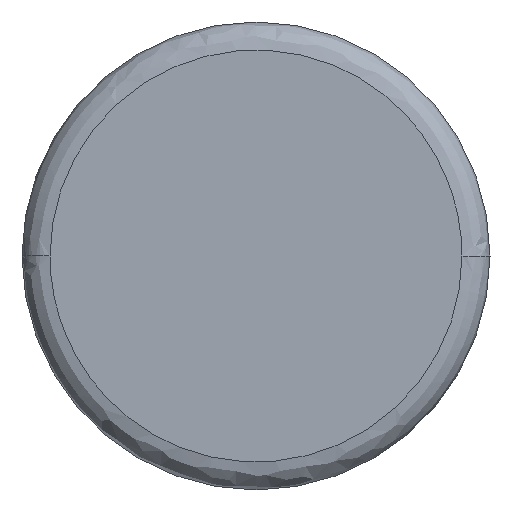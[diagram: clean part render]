
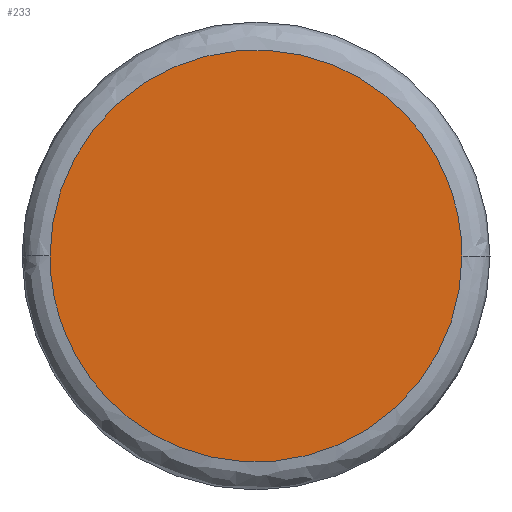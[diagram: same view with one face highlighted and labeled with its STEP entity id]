
A CAD part, left-side view. The second image highlights one B-rep face of the part: STEP entity #233.
In plain terms, the highlighted planar face has unit normal (-1, 0, 0).
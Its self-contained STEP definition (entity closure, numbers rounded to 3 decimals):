
#30 = AXIS2_PLACEMENT_3D ( 'NONE', #764, #797, #799 ) ;
#40 = FACE_OUTER_BOUND ( 'NONE', #359, .T. ) ;
#184 = EDGE_CURVE ( 'NONE', #348, #356, #928, .T. ) ;
#190 = EDGE_CURVE ( 'NONE', #356, #348, #927, .T. ) ;
#233 = ADVANCED_FACE ( 'NONE', ( #40 ), #766, .T. ) ;
#348 = VERTEX_POINT ( 'NONE', #732 ) ;
#356 = VERTEX_POINT ( 'NONE', #740 ) ;
#359 = EDGE_LOOP ( 'NONE', ( #429, #434 ) ) ;
#429 = ORIENTED_EDGE ( 'NONE', *, *, #184, .F. ) ;
#434 = ORIENTED_EDGE ( 'NONE', *, *, #190, .F. ) ;
#483 = CARTESIAN_POINT ( 'NONE',  ( -10., 2.2, 0. ) ) ;
#512 = CARTESIAN_POINT ( 'NONE',  ( -10., -2.2, 4.4 ) ) ;
#513 = CARTESIAN_POINT ( 'NONE',  ( -10., -2.2, 0. ) ) ;
#514 = CARTESIAN_POINT ( 'NONE',  ( -10., 2.2, 4.4 ) ) ;
#515 = CARTESIAN_POINT ( 'NONE',  ( -10., 2.2, 0. ) ) ;
#517 = CARTESIAN_POINT ( 'NONE',  ( -10., -2.2, -4.4 ) ) ;
#521 = CARTESIAN_POINT ( 'NONE',  ( -10., -2.2, 0. ) ) ;
#661 = CARTESIAN_POINT ( 'NONE',  ( -10., 2.2, -4.4 ) ) ;
#732 = CARTESIAN_POINT ( 'NONE',  ( -10., -2.2, 0. ) ) ;
#740 = CARTESIAN_POINT ( 'NONE',  ( -10., 2.2, 0. ) ) ;
#764 = CARTESIAN_POINT ( 'NONE',  ( -10., 0., 0. ) ) ;
#766 = PLANE ( 'NONE',  #30 ) ;
#797 = DIRECTION ( 'NONE',  ( -1., 0., 0. ) ) ;
#799 = DIRECTION ( 'NONE',  ( 0., -1., 0. ) ) ;
#927 =( BOUNDED_CURVE ( )  B_SPLINE_CURVE ( 3, ( #515, #514, #512, #513 ),
 .UNSPECIFIED., .F., .T. ) 
 B_SPLINE_CURVE_WITH_KNOTS ( ( 4, 4 ),
 ( 0.5, 1. ),
 .UNSPECIFIED. ) 
 CURVE ( )  GEOMETRIC_REPRESENTATION_ITEM ( )  RATIONAL_B_SPLINE_CURVE ( ( 1., 0.333, 0.333, 1. ) ) 
 REPRESENTATION_ITEM ( '' )  );
#928 =( BOUNDED_CURVE ( )  B_SPLINE_CURVE ( 3, ( #521, #517, #661, #483 ),
 .UNSPECIFIED., .F., .T. ) 
 B_SPLINE_CURVE_WITH_KNOTS ( ( 4, 4 ),
 ( 0., 0.5 ),
 .UNSPECIFIED. ) 
 CURVE ( )  GEOMETRIC_REPRESENTATION_ITEM ( )  RATIONAL_B_SPLINE_CURVE ( ( 1., 0.333, 0.333, 1. ) ) 
 REPRESENTATION_ITEM ( '' )  );
